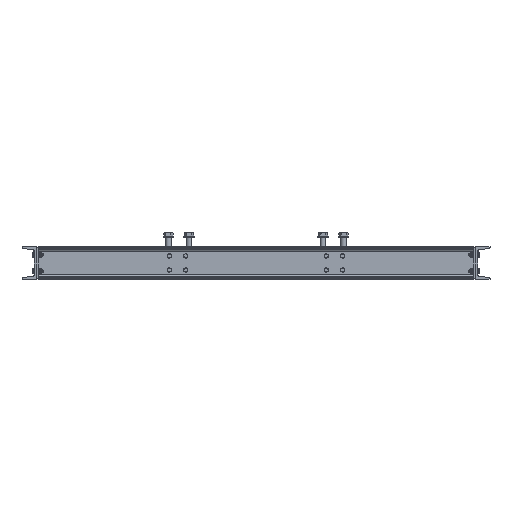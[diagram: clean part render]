
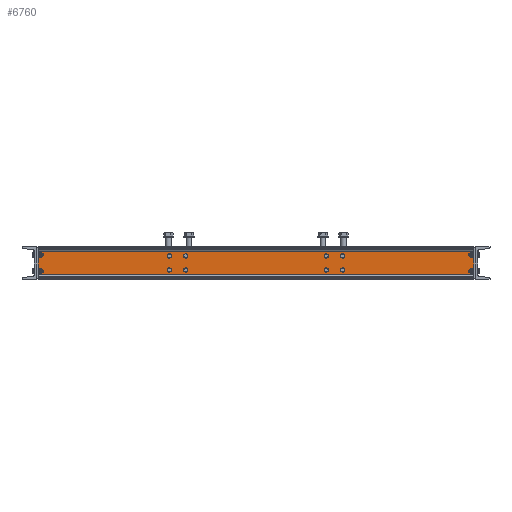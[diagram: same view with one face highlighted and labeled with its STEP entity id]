
A CAD part, front view. The second image highlights one B-rep face of the part: STEP entity #6760.
In plain terms, the highlighted face is planar.
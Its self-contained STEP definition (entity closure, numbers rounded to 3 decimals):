
#6456=CARTESIAN_POINT('',(-23.,30.,620.75));
#6457=VERTEX_POINT('',#6456);
#6458=CARTESIAN_POINT('',(-23.,30.,629.75));
#6459=DIRECTION('',(-1.0,0.0,0.0));
#6460=DIRECTION('',(0.0,0.0,1.0));
#6461=AXIS2_PLACEMENT_3D('',#6458,#6459,#6460);
#6462=CIRCLE('',#6461,9.0);
#6463=EDGE_CURVE('',#6457,#6457,#6462,.T.);
#6484=CARTESIAN_POINT('',(-23.,-30.,620.75));
#6485=VERTEX_POINT('',#6484);
#6486=CARTESIAN_POINT('',(-23.,-30.,629.75));
#6487=DIRECTION('',(-1.0,0.0,0.0));
#6488=DIRECTION('',(0.0,0.0,1.0));
#6489=AXIS2_PLACEMENT_3D('',#6486,#6487,#6488);
#6490=CIRCLE('',#6489,9.0);
#6491=EDGE_CURVE('',#6485,#6485,#6490,.T.);
#6512=CARTESIAN_POINT('',(-23.,30.,550.75));
#6513=VERTEX_POINT('',#6512);
#6514=CARTESIAN_POINT('',(-23.,30.,559.75));
#6515=DIRECTION('',(-1.0,0.0,0.0));
#6516=DIRECTION('',(0.0,0.0,1.0));
#6517=AXIS2_PLACEMENT_3D('',#6514,#6515,#6516);
#6518=CIRCLE('',#6517,9.0);
#6519=EDGE_CURVE('',#6513,#6513,#6518,.T.);
#6540=CARTESIAN_POINT('',(-23.,-30.,550.75));
#6541=VERTEX_POINT('',#6540);
#6542=CARTESIAN_POINT('',(-23.,-30.,559.75));
#6543=DIRECTION('',(-1.0,0.0,0.0));
#6544=DIRECTION('',(0.0,0.0,1.0));
#6545=AXIS2_PLACEMENT_3D('',#6542,#6543,#6544);
#6546=CIRCLE('',#6545,9.0);
#6547=EDGE_CURVE('',#6541,#6541,#6546,.T.);
#6568=CARTESIAN_POINT('',(-23.,30.,1291.25));
#6569=VERTEX_POINT('',#6568);
#6570=CARTESIAN_POINT('',(-23.,30.,1300.25));
#6571=DIRECTION('',(-1.0,0.0,0.0));
#6572=DIRECTION('',(0.0,0.0,1.0));
#6573=AXIS2_PLACEMENT_3D('',#6570,#6571,#6572);
#6574=CIRCLE('',#6573,9.0);
#6575=EDGE_CURVE('',#6569,#6569,#6574,.T.);
#6596=CARTESIAN_POINT('',(-23.,-30.,1291.25));
#6597=VERTEX_POINT('',#6596);
#6598=CARTESIAN_POINT('',(-23.,-30.,1300.25));
#6599=DIRECTION('',(-1.0,0.0,0.0));
#6600=DIRECTION('',(0.0,0.0,1.0));
#6601=AXIS2_PLACEMENT_3D('',#6598,#6599,#6600);
#6602=CIRCLE('',#6601,9.0);
#6603=EDGE_CURVE('',#6597,#6597,#6602,.T.);
#6624=CARTESIAN_POINT('',(-23.,30.,1221.25));
#6625=VERTEX_POINT('',#6624);
#6626=CARTESIAN_POINT('',(-23.,30.,1230.25));
#6627=DIRECTION('',(-1.0,0.0,0.0));
#6628=DIRECTION('',(0.0,0.0,1.0));
#6629=AXIS2_PLACEMENT_3D('',#6626,#6627,#6628);
#6630=CIRCLE('',#6629,9.0);
#6631=EDGE_CURVE('',#6625,#6625,#6630,.T.);
#6652=CARTESIAN_POINT('',(-23.,-30.,1221.25));
#6653=VERTEX_POINT('',#6652);
#6654=CARTESIAN_POINT('',(-23.,-30.,1230.25));
#6655=DIRECTION('',(-1.0,0.0,0.0));
#6656=DIRECTION('',(0.0,0.0,1.0));
#6657=AXIS2_PLACEMENT_3D('',#6654,#6655,#6656);
#6658=CIRCLE('',#6657,9.0);
#6659=EDGE_CURVE('',#6653,#6653,#6658,.T.);
#6671=CARTESIAN_POINT('',(-23.,-47.55,0.0));
#6672=VERTEX_POINT('',#6671);
#6680=CARTESIAN_POINT('',(-23.,-47.55,1860.0));
#6681=VERTEX_POINT('',#6680);
#6682=CARTESIAN_POINT('',(-23.,-47.55,0.0));
#6683=DIRECTION('',(0.0,0.0,1.0));
#6684=VECTOR('',#6683,1860.0);
#6685=LINE('',#6682,#6684);
#6686=EDGE_CURVE('',#6672,#6681,#6685,.T.);
#6706=CARTESIAN_POINT('',(-23.,56.682,0.0));
#6707=DIRECTION('',(1.0,0.0,0.0));
#6708=DIRECTION('',(0.0,0.0,-1.0));
#6709=AXIS2_PLACEMENT_3D('',#6706,#6707,#6708);
#6710=PLANE('',#6709);
#6711=ORIENTED_EDGE('',*,*,#6686,.F.);
#6712=CARTESIAN_POINT('',(-23.,47.55,0.0));
#6713=VERTEX_POINT('',#6712);
#6714=CARTESIAN_POINT('',(-23.,-47.55,0.0));
#6715=DIRECTION('',(0.0,1.0,0.0));
#6716=VECTOR('',#6715,95.099);
#6717=LINE('',#6714,#6716);
#6718=EDGE_CURVE('',#6672,#6713,#6717,.T.);
#6719=ORIENTED_EDGE('',*,*,#6718,.T.);
#6720=CARTESIAN_POINT('',(-23.,47.55,1860.0));
#6721=VERTEX_POINT('',#6720);
#6722=CARTESIAN_POINT('',(-23.,47.55,1860.0));
#6723=DIRECTION('',(0.0,0.0,-1.0));
#6724=VECTOR('',#6723,1860.0);
#6725=LINE('',#6722,#6724);
#6726=EDGE_CURVE('',#6721,#6713,#6725,.T.);
#6727=ORIENTED_EDGE('',*,*,#6726,.F.);
#6728=CARTESIAN_POINT('',(-23.,47.55,1860.0));
#6729=DIRECTION('',(0.0,-1.0,0.0));
#6730=VECTOR('',#6729,95.099);
#6731=LINE('',#6728,#6730);
#6732=EDGE_CURVE('',#6721,#6681,#6731,.T.);
#6733=ORIENTED_EDGE('',*,*,#6732,.T.);
#6734=EDGE_LOOP('',(#6711,#6719,#6727,#6733));
#6735=FACE_OUTER_BOUND('',#6734,.T.);
#6736=ORIENTED_EDGE('',*,*,#6463,.T.);
#6737=EDGE_LOOP('',(#6736));
#6738=FACE_BOUND('',#6737,.T.);
#6739=ORIENTED_EDGE('',*,*,#6491,.T.);
#6740=EDGE_LOOP('',(#6739));
#6741=FACE_BOUND('',#6740,.T.);
#6742=ORIENTED_EDGE('',*,*,#6519,.T.);
#6743=EDGE_LOOP('',(#6742));
#6744=FACE_BOUND('',#6743,.T.);
#6745=ORIENTED_EDGE('',*,*,#6547,.T.);
#6746=EDGE_LOOP('',(#6745));
#6747=FACE_BOUND('',#6746,.T.);
#6748=ORIENTED_EDGE('',*,*,#6575,.T.);
#6749=EDGE_LOOP('',(#6748));
#6750=FACE_BOUND('',#6749,.T.);
#6751=ORIENTED_EDGE('',*,*,#6603,.T.);
#6752=EDGE_LOOP('',(#6751));
#6753=FACE_BOUND('',#6752,.T.);
#6754=ORIENTED_EDGE('',*,*,#6631,.T.);
#6755=EDGE_LOOP('',(#6754));
#6756=FACE_BOUND('',#6755,.T.);
#6757=ORIENTED_EDGE('',*,*,#6659,.T.);
#6758=EDGE_LOOP('',(#6757));
#6759=FACE_BOUND('',#6758,.T.);
#6760=ADVANCED_FACE('',(#6735,#6738,#6741,#6744,#6747,#6750,#6753,#6756,#6759),#6710,.T.);
